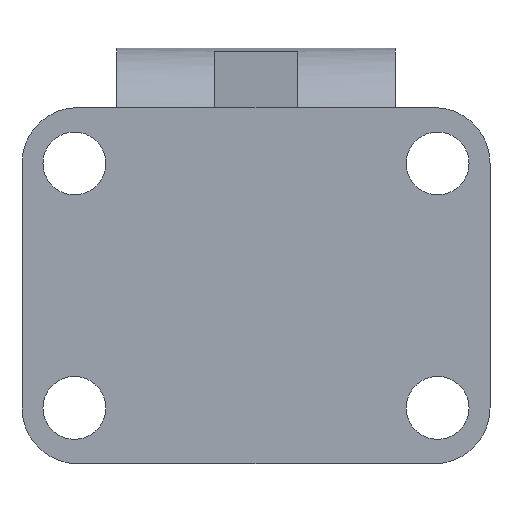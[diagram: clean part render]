
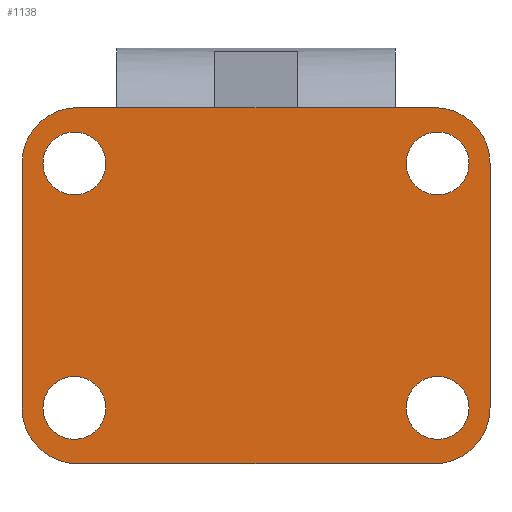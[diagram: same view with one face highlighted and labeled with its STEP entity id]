
A CAD part, front view. The second image highlights one B-rep face of the part: STEP entity #1138.
In plain terms, the highlighted planar face has unit normal (0, -1, 0).
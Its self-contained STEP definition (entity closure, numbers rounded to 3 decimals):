
#51=LINE('',#1591,#117);
#58=LINE('',#1608,#124);
#65=LINE('',#1625,#131);
#70=LINE('',#1635,#136);
#117=VECTOR('',#1328,1000.);
#124=VECTOR('',#1343,1000.);
#131=VECTOR('',#1358,1000.);
#136=VECTOR('',#1369,1000.);
#165=PLANE('',#1209);
#268=ORIENTED_EDGE('',*,*,#462,.T.);
#269=ORIENTED_EDGE('',*,*,#463,.T.);
#270=ORIENTED_EDGE('',*,*,#464,.T.);
#271=ORIENTED_EDGE('',*,*,#465,.T.);
#272=ORIENTED_EDGE('',*,*,#433,.F.);
#273=ORIENTED_EDGE('',*,*,#461,.F.);
#274=ORIENTED_EDGE('',*,*,#457,.F.);
#275=ORIENTED_EDGE('',*,*,#455,.F.);
#276=ORIENTED_EDGE('',*,*,#451,.F.);
#277=ORIENTED_EDGE('',*,*,#448,.F.);
#278=ORIENTED_EDGE('',*,*,#442,.F.);
#279=ORIENTED_EDGE('',*,*,#439,.F.);
#433=EDGE_CURVE('',#538,#539,#51,.T.);
#439=EDGE_CURVE('',#539,#543,#593,.T.);
#442=EDGE_CURVE('',#543,#545,#58,.T.);
#448=EDGE_CURVE('',#545,#549,#595,.T.);
#451=EDGE_CURVE('',#549,#551,#65,.T.);
#455=EDGE_CURVE('',#551,#552,#596,.T.);
#457=EDGE_CURVE('',#552,#553,#70,.T.);
#461=EDGE_CURVE('',#553,#538,#597,.T.);
#462=EDGE_CURVE('',#554,#554,#598,.T.);
#463=EDGE_CURVE('',#555,#555,#599,.T.);
#464=EDGE_CURVE('',#556,#556,#600,.T.);
#465=EDGE_CURVE('',#557,#557,#601,.T.);
#538=VERTEX_POINT('',#1590);
#539=VERTEX_POINT('',#1592);
#543=VERTEX_POINT('',#1603);
#545=VERTEX_POINT('',#1609);
#549=VERTEX_POINT('',#1620);
#551=VERTEX_POINT('',#1626);
#552=VERTEX_POINT('',#1632);
#553=VERTEX_POINT('',#1636);
#554=VERTEX_POINT('',#1644);
#555=VERTEX_POINT('',#1646);
#556=VERTEX_POINT('',#1648);
#557=VERTEX_POINT('',#1650);
#593=CIRCLE('',#1198,8.);
#595=CIRCLE('',#1202,8.);
#596=CIRCLE('',#1205,8.);
#597=CIRCLE('',#1208,8.);
#598=CIRCLE('',#1210,4.5);
#599=CIRCLE('',#1211,4.5);
#600=CIRCLE('',#1212,4.5);
#601=CIRCLE('',#1213,4.5);
#636=EDGE_LOOP('',(#268));
#637=EDGE_LOOP('',(#269));
#638=EDGE_LOOP('',(#270));
#639=EDGE_LOOP('',(#271));
#640=EDGE_LOOP('',(#272,#273,#274,#275,#276,#277,#278,#279));
#712=FACE_BOUND('',#636,.T.);
#713=FACE_BOUND('',#637,.T.);
#714=FACE_BOUND('',#638,.T.);
#715=FACE_BOUND('',#639,.T.);
#716=FACE_BOUND('',#640,.T.);
#1138=ADVANCED_FACE('',(#712,#713,#714,#715,#716),#165,.F.);
#1198=AXIS2_PLACEMENT_3D('',#1602,#1337,#1338);
#1202=AXIS2_PLACEMENT_3D('',#1619,#1352,#1353);
#1205=AXIS2_PLACEMENT_3D('',#1631,#1364,#1365);
#1208=AXIS2_PLACEMENT_3D('',#1641,#1375,#1376);
#1209=AXIS2_PLACEMENT_3D('',#1642,#1377,#1378);
#1210=AXIS2_PLACEMENT_3D('',#1643,#1379,#1380);
#1211=AXIS2_PLACEMENT_3D('',#1645,#1381,#1382);
#1212=AXIS2_PLACEMENT_3D('',#1647,#1383,#1384);
#1213=AXIS2_PLACEMENT_3D('',#1649,#1385,#1386);
#1328=DIRECTION('',(0.,0.,1.));
#1337=DIRECTION('',(0.,1.,0.));
#1338=DIRECTION('',(1.,0.,0.));
#1343=DIRECTION('',(1.,0.,0.));
#1352=DIRECTION('',(0.,1.,0.));
#1353=DIRECTION('',(1.,0.,0.));
#1358=DIRECTION('',(0.,0.,-1.));
#1364=DIRECTION('',(0.,1.,0.));
#1365=DIRECTION('',(1.,0.,0.));
#1369=DIRECTION('',(-1.,0.,0.));
#1375=DIRECTION('',(0.,1.,0.));
#1376=DIRECTION('',(1.,0.,0.));
#1377=DIRECTION('',(0.,1.,0.));
#1378=DIRECTION('',(0.,0.,1.));
#1379=DIRECTION('',(0.,1.,0.));
#1380=DIRECTION('',(0.,0.,1.));
#1381=DIRECTION('',(0.,1.,0.));
#1382=DIRECTION('',(0.,0.,1.));
#1383=DIRECTION('',(0.,1.,0.));
#1384=DIRECTION('',(0.,0.,1.));
#1385=DIRECTION('',(0.,1.,0.));
#1386=DIRECTION('',(0.,0.,1.));
#1590=CARTESIAN_POINT('',(-33.5,0.,-17.5));
#1591=CARTESIAN_POINT('',(-33.5,0.,-17.5));
#1592=CARTESIAN_POINT('',(-33.5,0.,17.5));
#1602=CARTESIAN_POINT('',(-25.5,0.,17.5));
#1603=CARTESIAN_POINT('',(-25.5,0.,25.5));
#1608=CARTESIAN_POINT('',(-25.5,0.,25.5));
#1609=CARTESIAN_POINT('',(25.5,0.,25.5));
#1619=CARTESIAN_POINT('',(25.5,0.,17.5));
#1620=CARTESIAN_POINT('',(33.5,0.,17.5));
#1625=CARTESIAN_POINT('',(33.5,0.,17.5));
#1626=CARTESIAN_POINT('',(33.5,0.,-17.5));
#1631=CARTESIAN_POINT('',(25.5,0.,-17.5));
#1632=CARTESIAN_POINT('',(25.5,0.,-25.5));
#1635=CARTESIAN_POINT('',(25.5,0.,-25.5));
#1636=CARTESIAN_POINT('',(-25.5,0.,-25.5));
#1641=CARTESIAN_POINT('',(-25.5,0.,-17.5));
#1642=CARTESIAN_POINT('',(-25.5,0.,17.5));
#1643=CARTESIAN_POINT('',(26.,0.,-17.5));
#1644=CARTESIAN_POINT('',(26.,0.,-13.));
#1645=CARTESIAN_POINT('',(26.,0.,17.5));
#1646=CARTESIAN_POINT('',(26.,0.,22.));
#1647=CARTESIAN_POINT('',(-26.,0.,-17.5));
#1648=CARTESIAN_POINT('',(-26.,0.,-13.));
#1649=CARTESIAN_POINT('',(-26.,0.,17.5));
#1650=CARTESIAN_POINT('',(-26.,0.,22.));
